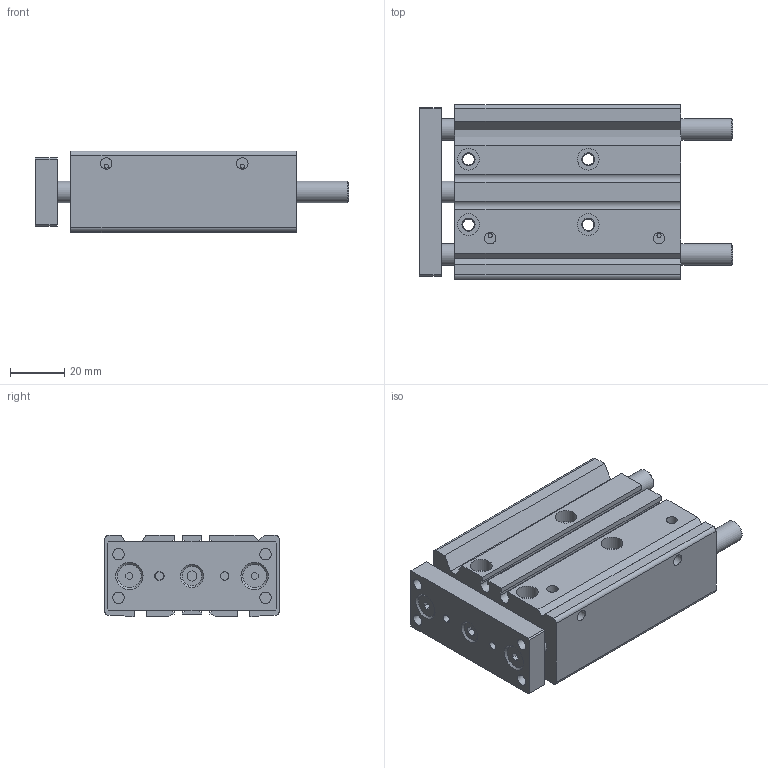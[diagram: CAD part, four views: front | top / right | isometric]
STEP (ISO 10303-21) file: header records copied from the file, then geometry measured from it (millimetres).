
FILE_DESCRIPTION((''),'2;1');
FILE_NAME('NTRC16X50L.STEP','2012-12-01T05:51:07',('Administrator'),(''),'CADlook_v9.0','Cimatron E 8.0','');
FILE_SCHEMA(('AUTOMOTIVE_DESIGN { 1 2 10303 214 0 1 1 1 }'));
Length unit declared in the file: millimetre
Bounding box: 115 x 64 x 30 mm (x, y, z)
Volume: 151503.3 mm3; surface area: 46484.1 mm2
Topology: 2 solids, 2 shells, 210 faces, 519 edges, 350 vertices
Faces by surface type: plane 150, cylinder 55, cone 5
Full cylindrical faces by diameter (mm): 1.5 x4, 3 x6, 4.2 x16, 4.8 x4, 8 x10, 18 x1
Entity records: 7760 total; most frequent: DIRECTION 1039, CARTESIAN_POINT 1034, ORIENTED_EDGE 946, EDGE_CURVE 473, AXIS2_PLACEMENT_3D 355, VERTEX_POINT 350, VECTOR 329, LINE 329
